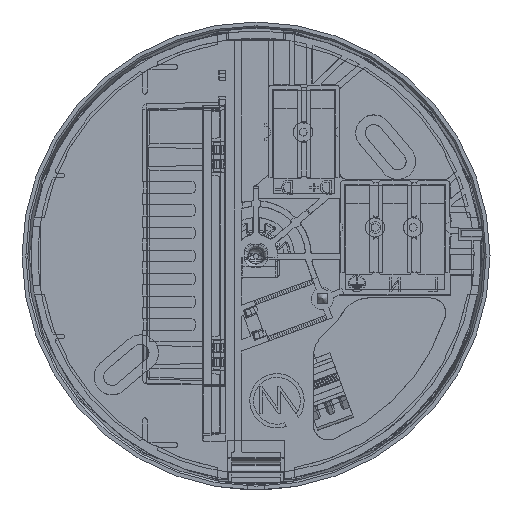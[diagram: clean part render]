
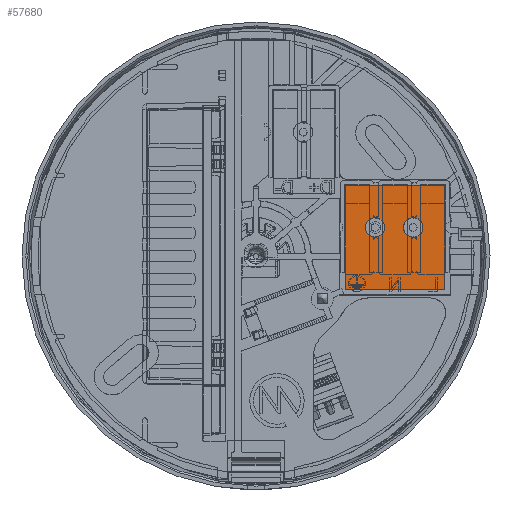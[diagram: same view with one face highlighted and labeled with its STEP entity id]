
A CAD part, top view. The second image highlights one B-rep face of the part: STEP entity #57680.
In plain terms, the highlighted planar face has unit normal (0, 0, 1).
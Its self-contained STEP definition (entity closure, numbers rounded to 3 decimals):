
#1423=FACE_BOUND('',#8488,.T.);
#1424=FACE_BOUND('',#8489,.T.);
#2644=PLANE('',#61664);
#5213=FACE_OUTER_BOUND('',#8487,.T.);
#8487=EDGE_LOOP('',(#48384,#48385,#48386,#48387));
#8488=EDGE_LOOP('',(#48388));
#8489=EDGE_LOOP('',(#48389));
#10551=CIRCLE('',#61657,2.567);
#10553=CIRCLE('',#61660,2.567);
#15017=LINE('',#129930,#20612);
#15676=LINE('',#131638,#21271);
#15678=LINE('',#131641,#21273);
#15679=LINE('',#131643,#21274);
#20612=VECTOR('',#70622,10.);
#21271=VECTOR('',#72001,10.);
#21273=VECTOR('',#72005,10.);
#21274=VECTOR('',#72008,10.);
#26565=VERTEX_POINT('',#129928);
#26566=VERTEX_POINT('',#129929);
#26996=VERTEX_POINT('',#131625);
#26998=VERTEX_POINT('',#131631);
#26999=VERTEX_POINT('',#131635);
#27000=VERTEX_POINT('',#131637);
#33735=EDGE_CURVE('',#26565,#26566,#15017,.T.);
#34461=EDGE_CURVE('',#26996,#26996,#10551,.T.);
#34464=EDGE_CURVE('',#26998,#26998,#10553,.T.);
#34466=EDGE_CURVE('',#26999,#27000,#15676,.T.);
#34468=EDGE_CURVE('',#26566,#26999,#15678,.T.);
#34469=EDGE_CURVE('',#27000,#26565,#15679,.T.);
#48384=ORIENTED_EDGE('',*,*,#34469,.F.);
#48385=ORIENTED_EDGE('',*,*,#34466,.F.);
#48386=ORIENTED_EDGE('',*,*,#34468,.F.);
#48387=ORIENTED_EDGE('',*,*,#33735,.F.);
#48388=ORIENTED_EDGE('',*,*,#34464,.F.);
#48389=ORIENTED_EDGE('',*,*,#34461,.F.);
#57680=ADVANCED_FACE('',(#5213,#1423,#1424),#2644,.T.);
#61657=AXIS2_PLACEMENT_3D('',#131627,#71989,#71990);
#61660=AXIS2_PLACEMENT_3D('',#131633,#71996,#71997);
#61664=AXIS2_PLACEMENT_3D('',#131644,#72009,#72010);
#70622=DIRECTION('',(-1.,0.,0.));
#71989=DIRECTION('center_axis',(0.,0.,
1.));
#71990=DIRECTION('ref_axis',(-1.,0.,0.));
#71996=DIRECTION('center_axis',(0.,0.,
1.));
#71997=DIRECTION('ref_axis',(-1.,0.,0.));
#72001=DIRECTION('',(1.,0.,0.));
#72005=DIRECTION('',(0.,1.,0.));
#72008=DIRECTION('',(0.,-1.,0.));
#72009=DIRECTION('center_axis',(0.,0.,
1.));
#72010=DIRECTION('ref_axis',(1.,0.,0.));
#129928=CARTESIAN_POINT('',(49.483,-8.733,-45.));
#129929=CARTESIAN_POINT('',(23.517,-8.733,-45.));
#129930=CARTESIAN_POINT('',(43.,-8.733,-45.));
#131625=CARTESIAN_POINT('',(33.817,7.5,-45.));
#131627=CARTESIAN_POINT('Origin',(31.25,7.5,-45.));
#131631=CARTESIAN_POINT('',(43.817,7.5,-45.));
#131633=CARTESIAN_POINT('Origin',(41.25,7.5,-45.));
#131635=CARTESIAN_POINT('',(23.517,18.483,-45.));
#131637=CARTESIAN_POINT('',(49.483,18.483,-45.));
#131638=CARTESIAN_POINT('',(30.,18.483,-45.));
#131641=CARTESIAN_POINT('',(23.517,2.,-45.));
#131643=CARTESIAN_POINT('',(49.483,13.,-45.));
#131644=CARTESIAN_POINT('Origin',(36.5,7.5,-45.));
